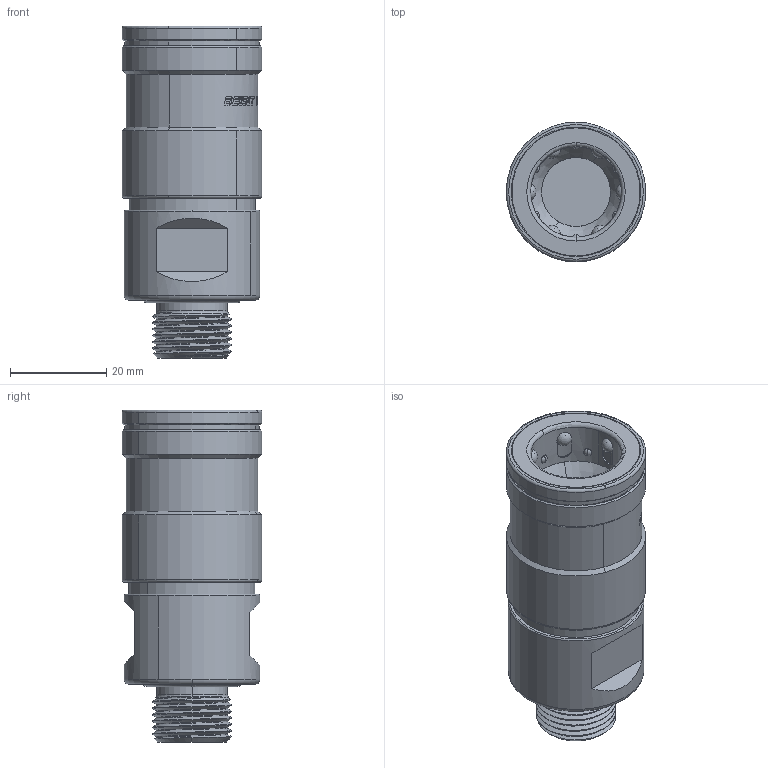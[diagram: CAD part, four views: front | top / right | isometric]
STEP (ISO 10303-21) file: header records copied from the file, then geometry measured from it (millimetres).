
FILE_DESCRIPTION (( 'STEP AP214' ), '1' );
FILE_NAME ('UQD 06S G38M-RD-01.STEP', '2025-01-22T02:13:29', ( 'Windows 蚚誧' ), ( '' ), 'SwSTEP 2.0', 'SolidWorks 2023', '' );
FILE_SCHEMA (( 'AUTOMOTIVE_DESIGN' ));
Length unit declared in the file: millimetre
Products named in the file (1): UQD 06S G38M-RD-01
Bounding box: 29 x 29 x 69 mm (x, y, z)
Volume: 32300.2 mm3; surface area: 8905 mm2
Topology: 1 solids, 5 shells, 500 faces, 1390 edges, 917 vertices
Faces by surface type: cylinder 170, plane 162, bspline 101, cone 29, sphere 24, torus 14
Entity records: 34885 total; most frequent: CARTESIAN_POINT 18179, ORIENTED_EDGE 2652, DIRECTION 1813, EDGE_CURVE 1326, VERTEX_POINT 873, AXIS2_PLACEMENT_3D 681, EDGE_LOOP 569, B_SPLINE_CURVE_WITH_KNOTS 517
